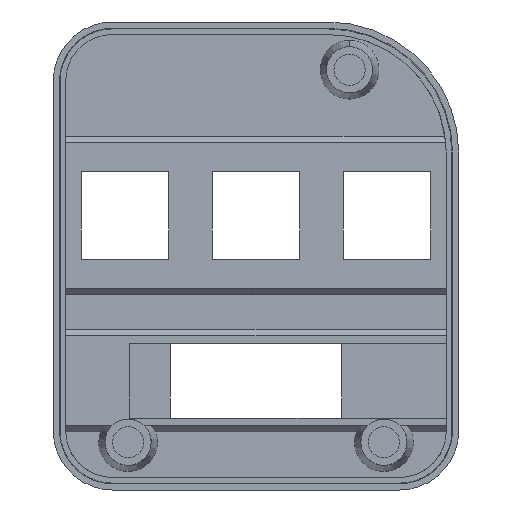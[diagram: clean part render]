
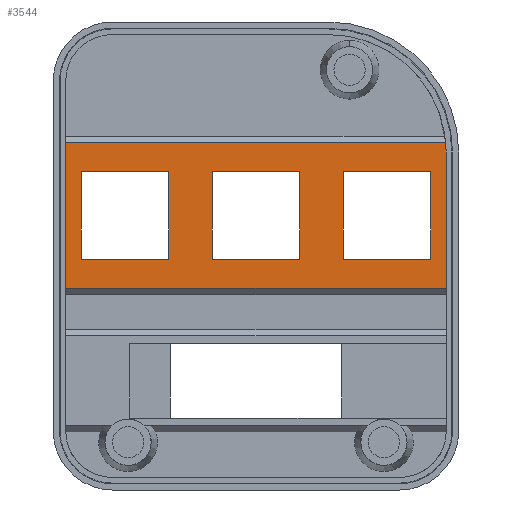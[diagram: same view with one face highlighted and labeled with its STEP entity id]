
A CAD part, front view. The second image highlights one B-rep face of the part: STEP entity #3544.
In plain terms, the highlighted planar face has unit normal (0, -1, 0).
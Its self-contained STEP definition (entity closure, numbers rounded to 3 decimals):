
#1 = CARTESIAN_POINT ( 'NONE',  ( -7., 18.8, 13.5 ) ) ;
#30 = CARTESIAN_POINT ( 'NONE',  ( 14., 18.8, -0.5 ) ) ;
#39 = EDGE_CURVE ( 'NONE', #2157, #506, #68, .T. ) ;
#55 = LINE ( 'NONE', #1, #1762 ) ;
#68 = LINE ( 'NONE', #1215, #1235 ) ;
#72 = ORIENTED_EDGE ( 'NONE', *, *, #2619, .F. ) ;
#81 = VECTOR ( 'NONE', #1229, 1000. ) ;
#104 = VERTEX_POINT ( 'NONE', #746 ) ;
#106 = LINE ( 'NONE', #1518, #81 ) ;
#138 = VECTOR ( 'NONE', #2754, 1000. ) ;
#142 = EDGE_CURVE ( 'NONE', #825, #1548, #1027, .T. ) ;
#156 = LINE ( 'NONE', #3580, #2638 ) ;
#164 = FACE_BOUND ( 'NONE', #864, .T. ) ;
#167 = VERTEX_POINT ( 'NONE', #1578 ) ;
#173 = ORIENTED_EDGE ( 'NONE', *, *, #1810, .F. ) ;
#235 = VERTEX_POINT ( 'NONE', #245 ) ;
#245 = CARTESIAN_POINT ( 'NONE',  ( -7., 18.8, 13.5 ) ) ;
#250 = VERTEX_POINT ( 'NONE', #859 ) ;
#265 = ORIENTED_EDGE ( 'NONE', *, *, #2223, .T. ) ;
#303 = VERTEX_POINT ( 'NONE', #1392 ) ;
#351 = ORIENTED_EDGE ( 'NONE', *, *, #2498, .T. ) ;
#358 = CARTESIAN_POINT ( 'NONE',  ( 28., 18.8, 13.5 ) ) ;
#397 = DIRECTION ( 'NONE',  ( 0., 0., -1. ) ) ;
#414 = CARTESIAN_POINT ( 'NONE',  ( -28., 18.8, 13.5 ) ) ;
#439 = ORIENTED_EDGE ( 'NONE', *, *, #39, .T. ) ;
#455 = EDGE_CURVE ( 'NONE', #2428, #250, #945, .T. ) ;
#506 = VERTEX_POINT ( 'NONE', #2969 ) ;
#536 = LINE ( 'NONE', #879, #2117 ) ;
#575 = VECTOR ( 'NONE', #397, 1000. ) ;
#668 = VERTEX_POINT ( 'NONE', #3346 ) ;
#683 = EDGE_CURVE ( 'NONE', #2301, #2428, #2836, .T. ) ;
#704 = EDGE_CURVE ( 'NONE', #235, #1287, #3105, .T. ) ;
#746 = CARTESIAN_POINT ( 'NONE',  ( 14., 18.8, -0.5 ) ) ;
#780 = ORIENTED_EDGE ( 'NONE', *, *, #1859, .T. ) ;
#795 = AXIS2_PLACEMENT_3D ( 'NONE', #2383, #1300, #2441 ) ;
#821 = VECTOR ( 'NONE', #3633, 1000. ) ;
#825 = VERTEX_POINT ( 'NONE', #358 ) ;
#854 = CIRCLE ( 'NONE', #2943, 19. ) ;
#859 = CARTESIAN_POINT ( 'NONE',  ( -14., 18.8, -0.5 ) ) ;
#864 = EDGE_LOOP ( 'NONE', ( #3217, #173, #912, #1769 ) ) ;
#879 = CARTESIAN_POINT ( 'NONE',  ( 14., 18.8, -0.5 ) ) ;
#889 = VECTOR ( 'NONE', #1682, 1000. ) ;
#912 = ORIENTED_EDGE ( 'NONE', *, *, #455, .F. ) ;
#945 = LINE ( 'NONE', #3263, #3582 ) ;
#947 = CARTESIAN_POINT ( 'NONE',  ( 14., 18.8, 13.5 ) ) ;
#952 = DIRECTION ( 'NONE',  ( 0., -1., 0. ) ) ;
#962 = EDGE_LOOP ( 'NONE', ( #2643, #72, #1296, #3183 ) ) ;
#993 = LINE ( 'NONE', #2715, #138 ) ;
#1027 = LINE ( 'NONE', #2150, #2309 ) ;
#1184 = EDGE_LOOP ( 'NONE', ( #265, #3015, #439, #351, #780 ) ) ;
#1206 = EDGE_CURVE ( 'NONE', #668, #235, #55, .T. ) ;
#1215 = CARTESIAN_POINT ( 'NONE',  ( 30.5, 18.8, -5.2 ) ) ;
#1220 = DIRECTION ( 'NONE',  ( -1., 0., 0. ) ) ;
#1229 = DIRECTION ( 'NONE',  ( 1., 0., 0. ) ) ;
#1235 = VECTOR ( 'NONE', #2353, 1000. ) ;
#1255 = DIRECTION ( 'NONE',  ( 0., 0., -1. ) ) ;
#1287 = VERTEX_POINT ( 'NONE', #2789 ) ;
#1290 = CARTESIAN_POINT ( 'NONE',  ( -14., 18.8, -0.5 ) ) ;
#1296 = ORIENTED_EDGE ( 'NONE', *, *, #1429, .F. ) ;
#1300 = DIRECTION ( 'NONE',  ( 0., -1., 0. ) ) ;
#1326 = CARTESIAN_POINT ( 'NONE',  ( -30.5, 18.8, -5.2 ) ) ;
#1344 = CARTESIAN_POINT ( 'NONE',  ( -7., 18.8, -0.5 ) ) ;
#1346 = ORIENTED_EDGE ( 'NONE', *, *, #1740, .F. ) ;
#1392 = CARTESIAN_POINT ( 'NONE',  ( -14., 18.8, 13.5 ) ) ;
#1401 = CARTESIAN_POINT ( 'NONE',  ( -28., 18.8, -0.5 ) ) ;
#1429 = EDGE_CURVE ( 'NONE', #104, #167, #536, .T. ) ;
#1448 = ORIENTED_EDGE ( 'NONE', *, *, #704, .F. ) ;
#1518 = CARTESIAN_POINT ( 'NONE',  ( -30.5, 18.8, -5.2 ) ) ;
#1548 = VERTEX_POINT ( 'NONE', #947 ) ;
#1558 = LINE ( 'NONE', #1290, #2910 ) ;
#1561 = EDGE_CURVE ( 'NONE', #1848, #2157, #106, .T. ) ;
#1573 = LINE ( 'NONE', #3654, #821 ) ;
#1575 = DIRECTION ( 'NONE',  ( -1., 0., 0. ) ) ;
#1578 = CARTESIAN_POINT ( 'NONE',  ( 28., 18.8, -0.5 ) ) ;
#1590 = FACE_BOUND ( 'NONE', #2187, .T. ) ;
#1602 = DIRECTION ( 'NONE',  ( -1., 0., 0. ) ) ;
#1682 = DIRECTION ( 'NONE',  ( 0., 0., -1. ) ) ;
#1740 = EDGE_CURVE ( 'NONE', #3191, #668, #1573, .T. ) ;
#1762 = VECTOR ( 'NONE', #1220, 1000. ) ;
#1769 = ORIENTED_EDGE ( 'NONE', *, *, #683, .F. ) ;
#1799 = CARTESIAN_POINT ( 'NONE',  ( 11.5, 18.8, 16.5 ) ) ;
#1810 = EDGE_CURVE ( 'NONE', #250, #303, #1558, .T. ) ;
#1834 = DIRECTION ( 'NONE',  ( -1., 0., 0. ) ) ;
#1848 = VERTEX_POINT ( 'NONE', #1326 ) ;
#1859 = EDGE_CURVE ( 'NONE', #3040, #3489, #3310, .T. ) ;
#2023 = DIRECTION ( 'NONE',  ( 1., 0., 0. ) ) ;
#2076 = CARTESIAN_POINT ( 'NONE',  ( -7., 18.8, -0.5 ) ) ;
#2117 = VECTOR ( 'NONE', #2023, 1000. ) ;
#2150 = CARTESIAN_POINT ( 'NONE',  ( 14., 18.8, 13.5 ) ) ;
#2157 = VERTEX_POINT ( 'NONE', #2912 ) ;
#2184 = FACE_BOUND ( 'NONE', #962, .T. ) ;
#2187 = EDGE_LOOP ( 'NONE', ( #2696, #1346, #3461, #1448 ) ) ;
#2223 = EDGE_CURVE ( 'NONE', #3489, #1848, #2679, .T. ) ;
#2224 = CARTESIAN_POINT ( 'NONE',  ( -28., 18.8, -0.5 ) ) ;
#2301 = VERTEX_POINT ( 'NONE', #414 ) ;
#2308 = VECTOR ( 'NONE', #1575, 1000. ) ;
#2309 = VECTOR ( 'NONE', #1834, 1000. ) ;
#2322 = VECTOR ( 'NONE', #2521, 1000. ) ;
#2351 = LINE ( 'NONE', #30, #2578 ) ;
#2353 = DIRECTION ( 'NONE',  ( 0., 0., 1. ) ) ;
#2383 = CARTESIAN_POINT ( 'NONE',  ( 11.5, 18.8, 16.5 ) ) ;
#2428 = VERTEX_POINT ( 'NONE', #1401 ) ;
#2431 = CARTESIAN_POINT ( 'NONE',  ( -30.5, 18.8, 18.2 ) ) ;
#2441 = DIRECTION ( 'NONE',  ( 0., 0., -1. ) ) ;
#2498 = EDGE_CURVE ( 'NONE', #506, #3040, #854, .T. ) ;
#2521 = DIRECTION ( 'NONE',  ( 0., 0., -1. ) ) ;
#2556 = CARTESIAN_POINT ( 'NONE',  ( 7., 18.8, -0.5 ) ) ;
#2578 = VECTOR ( 'NONE', #3463, 1000. ) ;
#2610 = LINE ( 'NONE', #2076, #3600 ) ;
#2619 = EDGE_CURVE ( 'NONE', #167, #825, #993, .T. ) ;
#2638 = VECTOR ( 'NONE', #1602, 1000. ) ;
#2643 = ORIENTED_EDGE ( 'NONE', *, *, #142, .F. ) ;
#2679 = LINE ( 'NONE', #3244, #575 ) ;
#2696 = ORIENTED_EDGE ( 'NONE', *, *, #1206, .F. ) ;
#2715 = CARTESIAN_POINT ( 'NONE',  ( 28., 18.8, -0.5 ) ) ;
#2719 = EDGE_CURVE ( 'NONE', #303, #2301, #156, .T. ) ;
#2754 = DIRECTION ( 'NONE',  ( 0., 0., 1. ) ) ;
#2789 = CARTESIAN_POINT ( 'NONE',  ( -7., 18.8, -0.5 ) ) ;
#2836 = LINE ( 'NONE', #2224, #2322 ) ;
#2910 = VECTOR ( 'NONE', #3590, 1000. ) ;
#2912 = CARTESIAN_POINT ( 'NONE',  ( 30.5, 18.8, -5.2 ) ) ;
#2934 = DIRECTION ( 'NONE',  ( 1., 0., 0. ) ) ;
#2943 = AXIS2_PLACEMENT_3D ( 'NONE', #1799, #952, #1255 ) ;
#2969 = CARTESIAN_POINT ( 'NONE',  ( 30.5, 18.8, 16.5 ) ) ;
#2977 = EDGE_CURVE ( 'NONE', #1548, #104, #2351, .T. ) ;
#2998 = EDGE_CURVE ( 'NONE', #1287, #3191, #2610, .T. ) ;
#3005 = FACE_OUTER_BOUND ( 'NONE', #1184, .T. ) ;
#3015 = ORIENTED_EDGE ( 'NONE', *, *, #1561, .T. ) ;
#3025 = CARTESIAN_POINT ( 'NONE',  ( -30.5, 18.8, 18.2 ) ) ;
#3033 = CARTESIAN_POINT ( 'NONE',  ( 30.424, 18.8, 18.2 ) ) ;
#3040 = VERTEX_POINT ( 'NONE', #3033 ) ;
#3105 = LINE ( 'NONE', #1344, #889 ) ;
#3183 = ORIENTED_EDGE ( 'NONE', *, *, #2977, .F. ) ;
#3191 = VERTEX_POINT ( 'NONE', #2556 ) ;
#3217 = ORIENTED_EDGE ( 'NONE', *, *, #2719, .F. ) ;
#3244 = CARTESIAN_POINT ( 'NONE',  ( -30.5, 18.8, -5.2 ) ) ;
#3263 = CARTESIAN_POINT ( 'NONE',  ( -28., 18.8, -0.5 ) ) ;
#3310 = LINE ( 'NONE', #2431, #2308 ) ;
#3325 = PLANE ( 'NONE',  #795 ) ;
#3346 = CARTESIAN_POINT ( 'NONE',  ( 7., 18.8, 13.5 ) ) ;
#3461 = ORIENTED_EDGE ( 'NONE', *, *, #2998, .F. ) ;
#3463 = DIRECTION ( 'NONE',  ( 0., 0., -1. ) ) ;
#3489 = VERTEX_POINT ( 'NONE', #3025 ) ;
#3530 = DIRECTION ( 'NONE',  ( 1., 0., 0. ) ) ;
#3544 = ADVANCED_FACE ( 'NONE', ( #3005, #164, #1590, #2184 ), #3325, .T. ) ;
#3580 = CARTESIAN_POINT ( 'NONE',  ( -28., 18.8, 13.5 ) ) ;
#3582 = VECTOR ( 'NONE', #3530, 1000. ) ;
#3590 = DIRECTION ( 'NONE',  ( 0., 0., 1. ) ) ;
#3600 = VECTOR ( 'NONE', #2934, 1000. ) ;
#3633 = DIRECTION ( 'NONE',  ( 0., 0., 1. ) ) ;
#3654 = CARTESIAN_POINT ( 'NONE',  ( 7., 18.8, -0.5 ) ) ;
